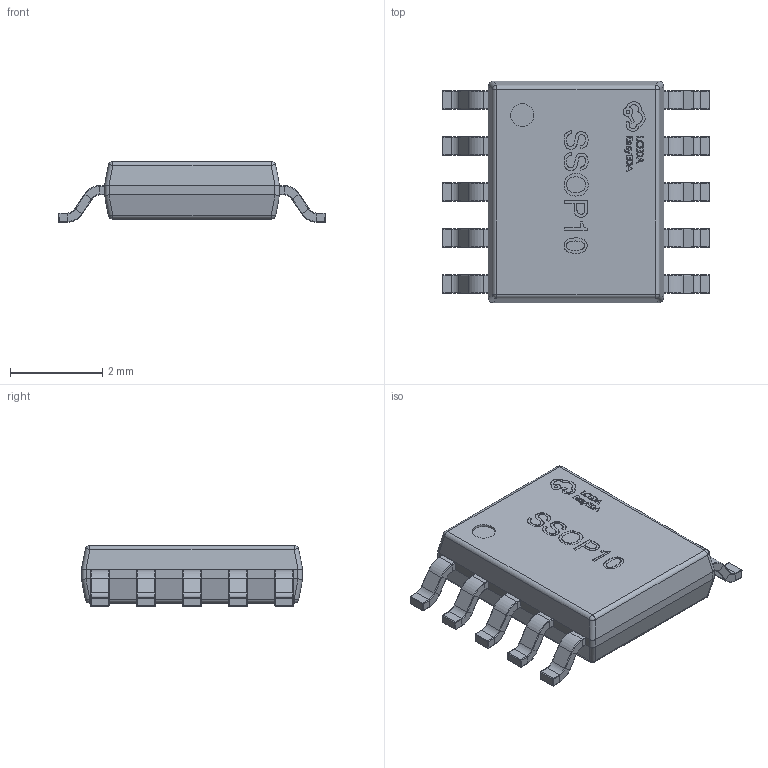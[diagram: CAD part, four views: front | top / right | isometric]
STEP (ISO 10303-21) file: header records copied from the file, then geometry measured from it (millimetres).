
FILE_DESCRIPTION (( 'STEP AP214' ), '1' );
FILE_NAME ('SSOP-10_L4.9-W3.9-H1.5-LS6.0-P1.00.step', '2022-07-26T10:24:56', ( '' ), ( '' ), 'SwSTEP 2.0', 'SolidWorks 2020', '' );
FILE_SCHEMA (( 'AUTOMOTIVE_DESIGN' ));
Length unit declared in the file: millimetre
Products named in the file (1): SSOP-10_L4.9-W3.9-H1.5-LS6.0-P1.00
Bounding box: 5.81 x 4.8 x 1.33 mm (x, y, z)
Volume: 22.9 mm3; surface area: 70.5 mm2
Topology: 24 solids, 24 shells, 948 faces, 2205 edges, 1302 vertices
Faces by surface type: plane 404, cylinder 232, bspline 174, torus 80, sphere 58
Entity records: 40984 total; most frequent: CARTESIAN_POINT 10010, ORIENTED_EDGE 4330, DIRECTION 3877, EDGE_CURVE 2165, AXIS2_PLACEMENT_3D 1313, VERTEX_POINT 1282, LINE 1251, VECTOR 1251
